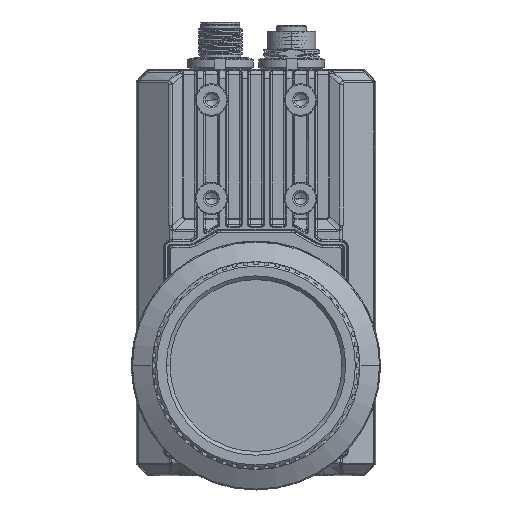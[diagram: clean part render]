
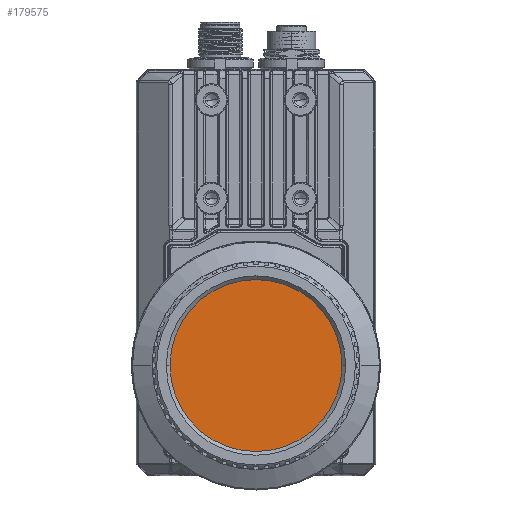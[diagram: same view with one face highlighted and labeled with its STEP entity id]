
A CAD part, front view. The second image highlights one B-rep face of the part: STEP entity #179575.
In plain terms, the highlighted planar face has unit normal (0, -1, 0).
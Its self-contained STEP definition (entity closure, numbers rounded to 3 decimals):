
#163363=CARTESIAN_POINT('',(0.,-70.7,0.));
#163364=DIRECTION('',(0.,1.,0.));
#163365=DIRECTION('',(-1.,0.,0.));
#163366=AXIS2_PLACEMENT_3D('',#163363,#163364,#163365);
#163368=CARTESIAN_POINT('',(0.,-70.7,0.));
#163369=DIRECTION('',(0.,1.,0.));
#163370=DIRECTION('',(1.,0.,0.));
#163371=AXIS2_PLACEMENT_3D('',#163368,#163369,#163370);
#165872=CARTESIAN_POINT('',(-23.15,-70.7,0.));
#165873=CARTESIAN_POINT('',(23.15,-70.7,0.));
#165874=VERTEX_POINT('',#165872);
#165875=VERTEX_POINT('',#165873);
#179565=CARTESIAN_POINT('',(0.,-70.7,0.));
#179566=DIRECTION('',(0.,1.,0.));
#179567=DIRECTION('',(-1.,0.,0.));
#179568=AXIS2_PLACEMENT_3D('',#179565,#179566,#179567);
#179569=PLANE('',#179568);
#179570=ORIENTED_EDGE('',*,*,#179554,.T.);
#179572=ORIENTED_EDGE('',*,*,#179571,.T.);
#179573=EDGE_LOOP('',(#179570,#179572));
#179574=FACE_OUTER_BOUND('',#179573,.F.);
#179575=ADVANCED_FACE('',(#179574),#179569,.F.);
#163367=CIRCLE('',#163366,23.15);
#163372=CIRCLE('',#163371,23.15);
#179554=EDGE_CURVE('',#165874,#165875,#163367,.T.);
#179571=EDGE_CURVE('',#165875,#165874,#163372,.T.);
